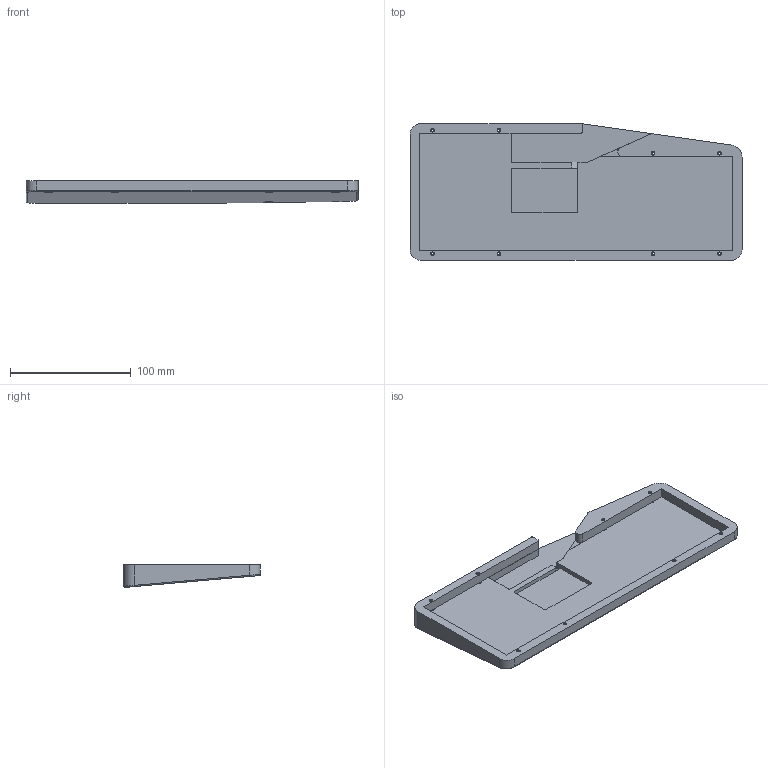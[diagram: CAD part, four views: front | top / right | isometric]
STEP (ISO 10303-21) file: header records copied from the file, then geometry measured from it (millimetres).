
FILE_DESCRIPTION(/* description */ (''),/* implementation_level */ '2;1');
FILE_NAME(/* name */ 'Bottom-with-battery.step',/* time_stamp */ '2022-05-14T04:00:24+03:00',/* author */ (''),/* organization */ (''),/* preprocessor_version */ 'ST-DEVELOPER v18.1',/* originating_system */ 'Autodesk Translation Framework v10.14.0.1471',/* authorisation */ '');
FILE_SCHEMA (('AUTOMOTIVE_DESIGN { 1 0 10303 214 3 1 1 }'));
Length unit declared in the file: millimetre
Products named in the file (1): bonzo-bottom
Bounding box: 275.32 x 113.4 x 18.85 mm (x, y, z)
Volume: 190773.2 mm3; surface area: 78025.1 mm2
Topology: 1 solids, 1 shells, 104 faces, 255 edges, 169 vertices
Faces by surface type: plane 53, cylinder 47, bspline 4
Full cylindrical faces by diameter (mm): 2 x8, 3 x8, 6 x8
Entity records: 3301 total; most frequent: CARTESIAN_POINT 645, DIRECTION 571, ORIENTED_EDGE 510, EDGE_CURVE 255, AXIS2_PLACEMENT_3D 215, VERTEX_POINT 169, EDGE_LOOP 144, LINE 141
